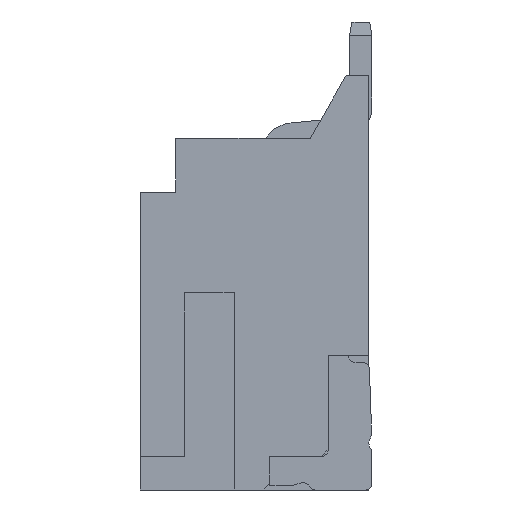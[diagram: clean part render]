
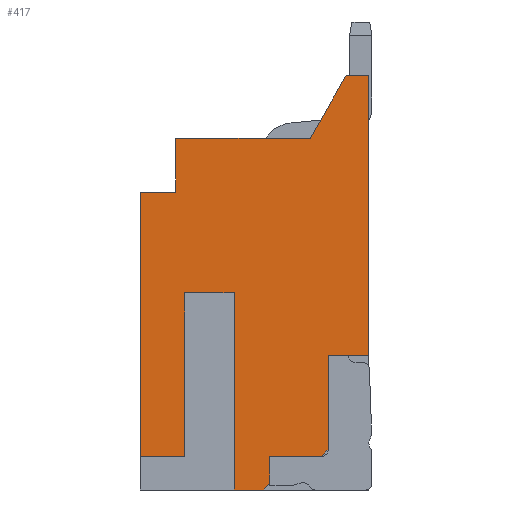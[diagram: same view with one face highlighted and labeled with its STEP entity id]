
A CAD part, left-side view. The second image highlights one B-rep face of the part: STEP entity #417.
In plain terms, the highlighted planar face has unit normal (-1, 0, 0).
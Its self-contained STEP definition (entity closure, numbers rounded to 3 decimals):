
#82 = EDGE_CURVE ( 'NONE', #11158, #3763, #1492, .T. ) ;
#107 = LINE ( 'NONE', #1902, #7855 ) ;
#136 = DIRECTION ( 'NONE',  ( 0., -1., 0. ) ) ;
#315 = CARTESIAN_POINT ( 'NONE',  ( -8., -1., -3.225 ) ) ;
#316 = CARTESIAN_POINT ( 'NONE',  ( -8., -4.2, -4.85 ) ) ;
#351 = CARTESIAN_POINT ( 'NONE',  ( -8., -2.55, -7.1 ) ) ;
#365 = VECTOR ( 'NONE', #136, 1000. ) ;
#417 = ADVANCED_FACE ( 'NONE', ( #6680 ), #7557, .F. ) ;
#428 = LINE ( 'NONE', #7017, #11425 ) ;
#621 = CARTESIAN_POINT ( 'NONE',  ( -8., -2.55, -4.85 ) ) ;
#653 = DIRECTION ( 'NONE',  ( 0., 0., 1. ) ) ;
#670 = CARTESIAN_POINT ( 'NONE',  ( -8., -4.05, -7.1 ) ) ;
#1010 = ORIENTED_EDGE ( 'NONE', *, *, #1982, .F. ) ;
#1013 = EDGE_CURVE ( 'NONE', #9983, #11158, #7895, .T. ) ;
#1091 = LINE ( 'NONE', #4785, #7606 ) ;
#1158 = VECTOR ( 'NONE', #2619, 1000. ) ;
#1218 = VERTEX_POINT ( 'NONE', #5730 ) ;
#1238 = LINE ( 'NONE', #351, #3759 ) ;
#1346 = EDGE_CURVE ( 'NONE', #1218, #8569, #1586, .T. ) ;
#1423 = CARTESIAN_POINT ( 'NONE',  ( -8., -2.9, -7.7 ) ) ;
#1492 = LINE ( 'NONE', #315, #1533 ) ;
#1533 = VECTOR ( 'NONE', #11828, 1000. ) ;
#1586 = LINE ( 'NONE', #9246, #8478 ) ;
#1665 = LINE ( 'NONE', #11245, #3786 ) ;
#1813 = LINE ( 'NONE', #6542, #365 ) ;
#1889 = DIRECTION ( 'NONE',  ( 0., 0., 1. ) ) ;
#1902 = CARTESIAN_POINT ( 'NONE',  ( -8., -2.9, -6.025 ) ) ;
#1982 = EDGE_CURVE ( 'NONE', #7668, #2133, #11806, .T. ) ;
#2133 = VERTEX_POINT ( 'NONE', #4762 ) ;
#2153 = CARTESIAN_POINT ( 'NONE',  ( -8., -2.9, -7.1 ) ) ;
#2203 = VERTEX_POINT ( 'NONE', #2888 ) ;
#2333 = ORIENTED_EDGE ( 'NONE', *, *, #3218, .F. ) ;
#2361 = EDGE_CURVE ( 'NONE', #2133, #3575, #6275, .T. ) ;
#2540 = VECTOR ( 'NONE', #9693, 1000. ) ;
#2619 = DIRECTION ( 'NONE',  ( 0., 0.707, -0.707 ) ) ;
#2883 = ORIENTED_EDGE ( 'NONE', *, *, #9289, .F. ) ;
#2888 = CARTESIAN_POINT ( 'NONE',  ( -8., -3.8, 0. ) ) ;
#2924 = CARTESIAN_POINT ( 'NONE',  ( -8., -2.55, -3.45 ) ) ;
#2952 = VERTEX_POINT ( 'NONE', #4994 ) ;
#3202 = DIRECTION ( 'NONE',  ( 0., 0., 1. ) ) ;
#3218 = EDGE_CURVE ( 'NONE', #3763, #5068, #1091, .T. ) ;
#3293 = ORIENTED_EDGE ( 'NONE', *, *, #10955, .F. ) ;
#3484 = ORIENTED_EDGE ( 'NONE', *, *, #12051, .F. ) ;
#3575 = VERTEX_POINT ( 'NONE', #670 ) ;
#3616 = EDGE_CURVE ( 'NONE', #11702, #7668, #8146, .T. ) ;
#3756 = LINE ( 'NONE', #4763, #4003 ) ;
#3759 = VECTOR ( 'NONE', #10801, 1000. ) ;
#3763 = VERTEX_POINT ( 'NONE', #5810 ) ;
#3786 = VECTOR ( 'NONE', #6398, 1000. ) ;
#3921 = VERTEX_POINT ( 'NONE', #2153 ) ;
#3944 = VECTOR ( 'NONE', #5202, 1000. ) ;
#4003 = VECTOR ( 'NONE', #9842, 1000. ) ;
#4076 = CARTESIAN_POINT ( 'NONE',  ( -8., 0., -7.1 ) ) ;
#4281 = CARTESIAN_POINT ( 'NONE',  ( -8., -4.2, -3.225 ) ) ;
#4313 = LINE ( 'NONE', #11018, #12208 ) ;
#4473 = VERTEX_POINT ( 'NONE', #1423 ) ;
#4572 = LINE ( 'NONE', #9088, #11226 ) ;
#4606 = CARTESIAN_POINT ( 'NONE',  ( -8., -2.1, -7.85 ) ) ;
#4623 = EDGE_CURVE ( 'NONE', #11702, #4750, #11236, .T. ) ;
#4655 = CARTESIAN_POINT ( 'NONE',  ( -8., 0., -1.2 ) ) ;
#4750 = VERTEX_POINT ( 'NONE', #11427 ) ;
#4762 = CARTESIAN_POINT ( 'NONE',  ( -8., -4.2, -6.95 ) ) ;
#4763 = CARTESIAN_POINT ( 'NONE',  ( -8., -3.8, 0. ) ) ;
#4776 = DIRECTION ( 'NONE',  ( 0., 0., -1. ) ) ;
#4785 = CARTESIAN_POINT ( 'NONE',  ( -8., -2.55, -7.1 ) ) ;
#4801 = ORIENTED_EDGE ( 'NONE', *, *, #3616, .F. ) ;
#4994 = CARTESIAN_POINT ( 'NONE',  ( -8., -2.75, -7.85 ) ) ;
#5068 = VERTEX_POINT ( 'NONE', #4076 ) ;
#5123 = AXIS2_PLACEMENT_3D ( 'NONE', #8664, #10522, #4776 ) ;
#5202 = DIRECTION ( 'NONE',  ( 0., 0.707, -0.707 ) ) ;
#5287 = DIRECTION ( 'NONE',  ( 0., 0., -1. ) ) ;
#5388 = DIRECTION ( 'NONE',  ( 0., -1., 0. ) ) ;
#5649 = ORIENTED_EDGE ( 'NONE', *, *, #11397, .F. ) ;
#5650 = ORIENTED_EDGE ( 'NONE', *, *, #11956, .T. ) ;
#5730 = CARTESIAN_POINT ( 'NONE',  ( -8., -0.8, -1.2 ) ) ;
#5810 = CARTESIAN_POINT ( 'NONE',  ( -8., -1., -7.1 ) ) ;
#5933 = DIRECTION ( 'NONE',  ( 0., -1., 0. ) ) ;
#6145 = EDGE_LOOP ( 'NONE', ( #8045, #10436, #1010, #4801, #8790, #8495, #5649, #3293, #10113, #3484, #8009, #2333, #6448, #8085, #2883, #6645, #9930, #5650 ) ) ;
#6151 = DIRECTION ( 'NONE',  ( 0., 0., 1. ) ) ;
#6275 = LINE ( 'NONE', #9278, #3944 ) ;
#6398 = DIRECTION ( 'NONE',  ( 0., -1., 0. ) ) ;
#6448 = ORIENTED_EDGE ( 'NONE', *, *, #82, .F. ) ;
#6542 = CARTESIAN_POINT ( 'NONE',  ( -8., -4.85, 1.4 ) ) ;
#6612 = VECTOR ( 'NONE', #1889, 1000. ) ;
#6645 = ORIENTED_EDGE ( 'NONE', *, *, #9355, .T. ) ;
#6680 = FACE_OUTER_BOUND ( 'NONE', #6145, .T. ) ;
#6695 = CARTESIAN_POINT ( 'NONE',  ( -8., -1., -3.45 ) ) ;
#6762 = VERTEX_POINT ( 'NONE', #7715 ) ;
#6887 = EDGE_CURVE ( 'NONE', #4473, #2952, #7418, .T. ) ;
#6895 = CARTESIAN_POINT ( 'NONE',  ( -8., -5.1, -4.85 ) ) ;
#6921 = CARTESIAN_POINT ( 'NONE',  ( -8., -2.1, -3.45 ) ) ;
#7017 = CARTESIAN_POINT ( 'NONE',  ( -8., -2.55, -1.2 ) ) ;
#7286 = VECTOR ( 'NONE', #3202, 1000. ) ;
#7418 = LINE ( 'NONE', #8332, #1158 ) ;
#7557 = PLANE ( 'NONE',  #5123 ) ;
#7570 = CARTESIAN_POINT ( 'NONE',  ( -8., -5.1, -3.225 ) ) ;
#7606 = VECTOR ( 'NONE', #10670, 1000. ) ;
#7668 = VERTEX_POINT ( 'NONE', #316 ) ;
#7715 = CARTESIAN_POINT ( 'NONE',  ( -8., -4.6, 1.4 ) ) ;
#7855 = VECTOR ( 'NONE', #8502, 1000. ) ;
#7895 = LINE ( 'NONE', #2924, #2540 ) ;
#7921 = CARTESIAN_POINT ( 'NONE',  ( -8., -2.1, -3.225 ) ) ;
#8009 = ORIENTED_EDGE ( 'NONE', *, *, #11426, .F. ) ;
#8045 = ORIENTED_EDGE ( 'NONE', *, *, #8049, .F. ) ;
#8049 = EDGE_CURVE ( 'NONE', #3575, #3921, #1238, .T. ) ;
#8085 = ORIENTED_EDGE ( 'NONE', *, *, #1013, .F. ) ;
#8146 = LINE ( 'NONE', #621, #10759 ) ;
#8332 = CARTESIAN_POINT ( 'NONE',  ( -8., -2.9, -7.7 ) ) ;
#8447 = EDGE_CURVE ( 'NONE', #6762, #4750, #1813, .T. ) ;
#8478 = VECTOR ( 'NONE', #653, 1000. ) ;
#8495 = ORIENTED_EDGE ( 'NONE', *, *, #8447, .F. ) ;
#8502 = DIRECTION ( 'NONE',  ( 0., 0., 1. ) ) ;
#8569 = VERTEX_POINT ( 'NONE', #10708 ) ;
#8664 = CARTESIAN_POINT ( 'NONE',  ( -8., -2.55, -3.225 ) ) ;
#8785 = VECTOR ( 'NONE', #5287, 1000. ) ;
#8786 = LINE ( 'NONE', #7921, #7286 ) ;
#8790 = ORIENTED_EDGE ( 'NONE', *, *, #4623, .T. ) ;
#9088 = CARTESIAN_POINT ( 'NONE',  ( -8., -2.55, -7.85 ) ) ;
#9246 = CARTESIAN_POINT ( 'NONE',  ( -8., -0.8, -3.925 ) ) ;
#9278 = CARTESIAN_POINT ( 'NONE',  ( -8., -4.2, -6.95 ) ) ;
#9289 = EDGE_CURVE ( 'NONE', #12255, #9983, #8786, .T. ) ;
#9355 = EDGE_CURVE ( 'NONE', #12255, #2952, #4572, .T. ) ;
#9693 = DIRECTION ( 'NONE',  ( 0., 1., 0. ) ) ;
#9842 = DIRECTION ( 'NONE',  ( 0., -0.496, 0.868 ) ) ;
#9930 = ORIENTED_EDGE ( 'NONE', *, *, #6887, .F. ) ;
#9983 = VERTEX_POINT ( 'NONE', #6921 ) ;
#10113 = ORIENTED_EDGE ( 'NONE', *, *, #1346, .F. ) ;
#10337 = VERTEX_POINT ( 'NONE', #4655 ) ;
#10436 = ORIENTED_EDGE ( 'NONE', *, *, #2361, .F. ) ;
#10522 = DIRECTION ( 'NONE',  ( 1., 0., 0. ) ) ;
#10670 = DIRECTION ( 'NONE',  ( 0., 1., 0. ) ) ;
#10708 = CARTESIAN_POINT ( 'NONE',  ( -8., -0.8, 0. ) ) ;
#10759 = VECTOR ( 'NONE', #11944, 1000. ) ;
#10801 = DIRECTION ( 'NONE',  ( 0., 1., 0. ) ) ;
#10955 = EDGE_CURVE ( 'NONE', #8569, #2203, #1665, .T. ) ;
#11018 = CARTESIAN_POINT ( 'NONE',  ( -8., 0., -3.225 ) ) ;
#11158 = VERTEX_POINT ( 'NONE', #6695 ) ;
#11226 = VECTOR ( 'NONE', #5388, 1000. ) ;
#11236 = LINE ( 'NONE', #7570, #6612 ) ;
#11245 = CARTESIAN_POINT ( 'NONE',  ( -8., -2.95, 0. ) ) ;
#11397 = EDGE_CURVE ( 'NONE', #2203, #6762, #3756, .T. ) ;
#11425 = VECTOR ( 'NONE', #5933, 1000. ) ;
#11426 = EDGE_CURVE ( 'NONE', #5068, #10337, #4313, .T. ) ;
#11427 = CARTESIAN_POINT ( 'NONE',  ( -8., -5.1, 1.4 ) ) ;
#11702 = VERTEX_POINT ( 'NONE', #6895 ) ;
#11806 = LINE ( 'NONE', #4281, #8785 ) ;
#11828 = DIRECTION ( 'NONE',  ( 0., 0., -1. ) ) ;
#11944 = DIRECTION ( 'NONE',  ( 0., 1., 0. ) ) ;
#11956 = EDGE_CURVE ( 'NONE', #4473, #3921, #107, .T. ) ;
#12051 = EDGE_CURVE ( 'NONE', #10337, #1218, #428, .T. ) ;
#12208 = VECTOR ( 'NONE', #6151, 1000. ) ;
#12255 = VERTEX_POINT ( 'NONE', #4606 ) ;
